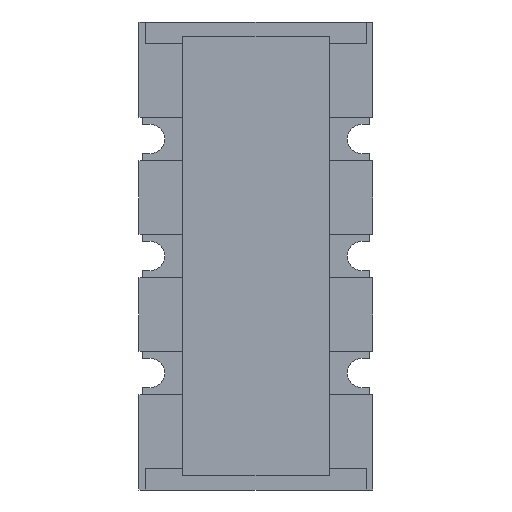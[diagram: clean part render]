
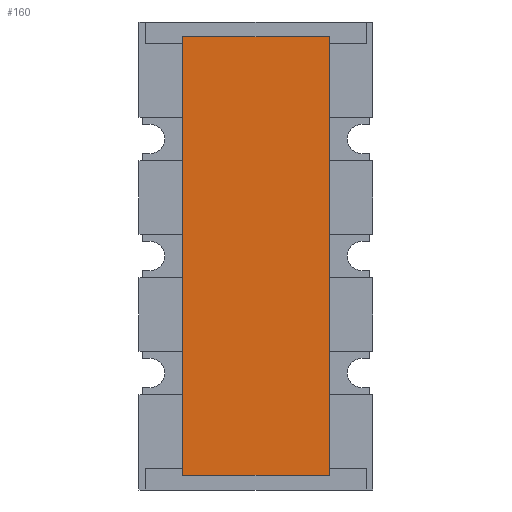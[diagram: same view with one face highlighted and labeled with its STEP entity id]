
A CAD part, front view. The second image highlights one B-rep face of the part: STEP entity #160.
In plain terms, the highlighted planar face has unit normal (0, -1, 0).
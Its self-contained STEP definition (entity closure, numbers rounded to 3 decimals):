
#160=ADVANCED_FACE('',(#391),#392,.T.);
#391=FACE_OUTER_BOUND('',#623,.T.);
#392=PLANE('',#624);
#623=EDGE_LOOP('',(#1645,#1646,#1647,#1648));
#624=AXIS2_PLACEMENT_3D('',#1649,#1650,#1651);
#1645=ORIENTED_EDGE('',*,*,#2000,.T.);
#1646=ORIENTED_EDGE('',*,*,#1801,.T.);
#1647=ORIENTED_EDGE('',*,*,#1999,.T.);
#1648=ORIENTED_EDGE('',*,*,#1845,.T.);
#1649=CARTESIAN_POINT('',(0.0,-0.258,0.0));
#1650=DIRECTION('',(0.0,-1.0,0.0));
#1651=DIRECTION('',(0.0,0.0,-1.0));
#1801=EDGE_CURVE('',#2267,#2265,#2268,.T.);
#1845=EDGE_CURVE('',#2340,#2338,#2341,.T.);
#1999=EDGE_CURVE('',#2265,#2340,#2569,.T.);
#2000=EDGE_CURVE('',#2338,#2267,#2570,.T.);
#2265=VERTEX_POINT('',#2958);
#2267=VERTEX_POINT('',#2961);
#2268=LINE('',#2962,#2963);
#2338=VERTEX_POINT('',#3075);
#2340=VERTEX_POINT('',#3078);
#2341=LINE('',#3079,#3080);
#2569=LINE('',#3455,#3456);
#2570=LINE('',#3457,#3458);
#2958=CARTESIAN_POINT('',(-0.5,-0.258,0.1));
#2961=CARTESIAN_POINT('',(-0.5,-0.258,3.1));
#2962=CARTESIAN_POINT('',(-0.5,-0.258,3.1));
#2963=VECTOR('',#3637,3.0);
#3075=CARTESIAN_POINT('',(0.5,-0.258,3.1));
#3078=CARTESIAN_POINT('',(0.5,-0.258,0.1));
#3079=CARTESIAN_POINT('',(0.5,-0.258,0.1));
#3080=VECTOR('',#3681,3.0);
#3455=CARTESIAN_POINT('',(-0.5,-0.258,0.1));
#3456=VECTOR('',#3847,1.0);
#3457=CARTESIAN_POINT('',(0.5,-0.258,3.1));
#3458=VECTOR('',#3848,1.0);
#3637=DIRECTION('',(0.0,0.0,-1.0));
#3681=DIRECTION('',(0.0,0.0,1.0));
#3847=DIRECTION('',(1.0,0.0,0.0));
#3848=DIRECTION('',(-1.0,0.0,0.0));
